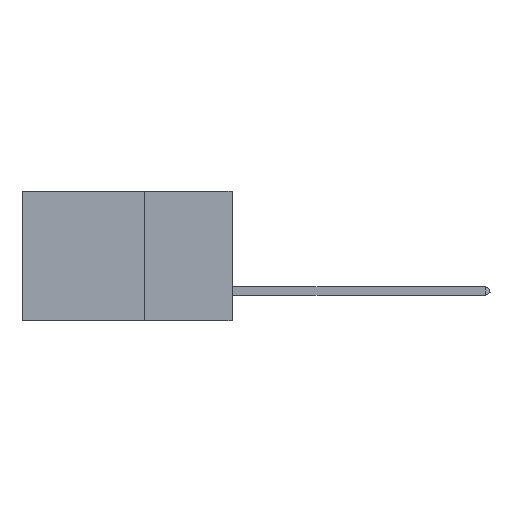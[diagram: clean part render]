
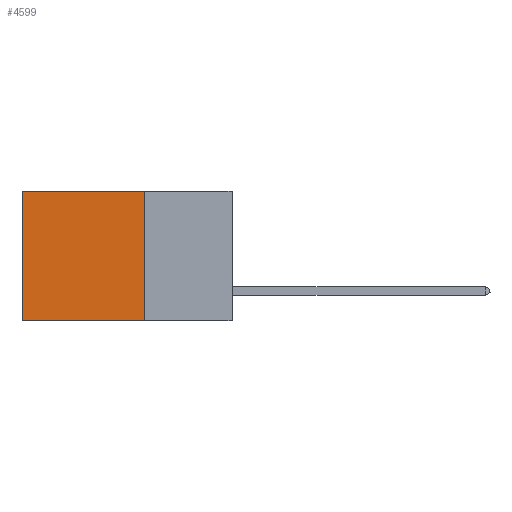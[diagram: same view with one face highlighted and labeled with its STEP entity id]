
A CAD part, left-side view. The second image highlights one B-rep face of the part: STEP entity #4599.
In plain terms, the highlighted planar face has unit normal (-1, 0, 0).
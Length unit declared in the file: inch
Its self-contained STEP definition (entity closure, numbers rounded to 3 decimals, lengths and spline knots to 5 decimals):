
#1205 = ORIENTED_EDGE ( 'NONE', *, *, #20433, .F. ) ;
#2435 = DIRECTION ( 'NONE',  ( 0., 1., 0. ) ) ;
#2762 = CARTESIAN_POINT ( 'NONE',  ( 0.2875, 0.25, -0.37 ) ) ;
#3139 = EDGE_CURVE ( 'NONE', #41440, #21275, #10423, .T. ) ;
#4426 = LINE ( 'NONE', #29824, #22254 ) ;
#4599 = ADVANCED_FACE ( 'NONE', ( #39939 ), #10209, .F. ) ;
#10209 = PLANE ( 'NONE',  #30736 ) ;
#10390 = CARTESIAN_POINT ( 'NONE',  ( 0.2875, 0.25, -0.37 ) ) ;
#10423 = LINE ( 'NONE', #10390, #42238 ) ;
#11850 = VECTOR ( 'NONE', #34427, 39.37008 ) ;
#13349 = CARTESIAN_POINT ( 'NONE',  ( 0.2875, 0.6, 0. ) ) ;
#13943 = CARTESIAN_POINT ( 'NONE',  ( 0.2875, 0.25, 0. ) ) ;
#14774 = EDGE_CURVE ( 'NONE', #40465, #31286, #39021, .T. ) ;
#19498 = ORIENTED_EDGE ( 'NONE', *, *, #31138, .T. ) ;
#20433 = EDGE_CURVE ( 'NONE', #40465, #41440, #4426, .T. ) ;
#21275 = VERTEX_POINT ( 'NONE', #39649 ) ;
#21701 = CARTESIAN_POINT ( 'NONE',  ( 0.2875, 0.6, 0. ) ) ;
#22254 = VECTOR ( 'NONE', #43644, 39.37008 ) ;
#29824 = CARTESIAN_POINT ( 'NONE',  ( 0.2875, 0.25, 0. ) ) ;
#29896 = VECTOR ( 'NONE', #2435, 39.37008 ) ;
#30736 = AXIS2_PLACEMENT_3D ( 'NONE', #40938, #33936, #34351 ) ;
#31138 = EDGE_CURVE ( 'NONE', #31286, #21275, #40897, .T. ) ;
#31286 = VERTEX_POINT ( 'NONE', #21701 ) ;
#32897 = CARTESIAN_POINT ( 'NONE',  ( 0.2875, 0.25, 0. ) ) ;
#33178 = EDGE_LOOP ( 'NONE', ( #19498, #36787, #1205, #36243 ) ) ;
#33936 = DIRECTION ( 'NONE',  ( 1., 0., 0. ) ) ;
#34351 = DIRECTION ( 'NONE',  ( 0., 0., -1. ) ) ;
#34427 = DIRECTION ( 'NONE',  ( 0., 0., -1. ) ) ;
#36243 = ORIENTED_EDGE ( 'NONE', *, *, #14774, .T. ) ;
#36787 = ORIENTED_EDGE ( 'NONE', *, *, #3139, .F. ) ;
#37819 = DIRECTION ( 'NONE',  ( 0., 1., 0. ) ) ;
#39021 = LINE ( 'NONE', #32897, #29896 ) ;
#39649 = CARTESIAN_POINT ( 'NONE',  ( 0.2875, 0.6, -0.37 ) ) ;
#39939 = FACE_OUTER_BOUND ( 'NONE', #33178, .T. ) ;
#40465 = VERTEX_POINT ( 'NONE', #13943 ) ;
#40897 = LINE ( 'NONE', #13349, #11850 ) ;
#40938 = CARTESIAN_POINT ( 'NONE',  ( 0.2875, 0.25, 0. ) ) ;
#41440 = VERTEX_POINT ( 'NONE', #2762 ) ;
#42238 = VECTOR ( 'NONE', #37819, 39.37008 ) ;
#43644 = DIRECTION ( 'NONE',  ( 0., 0., -1. ) ) ;
